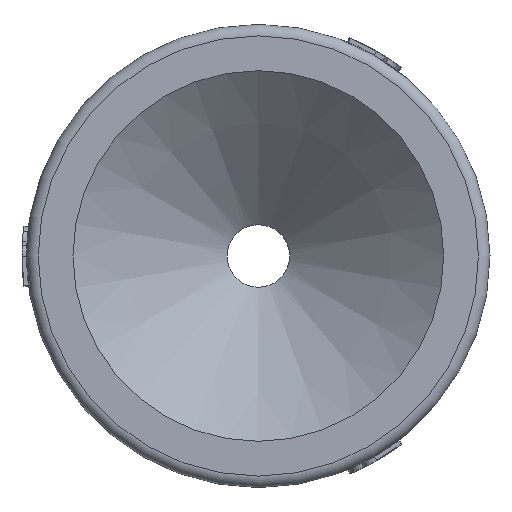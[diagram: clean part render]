
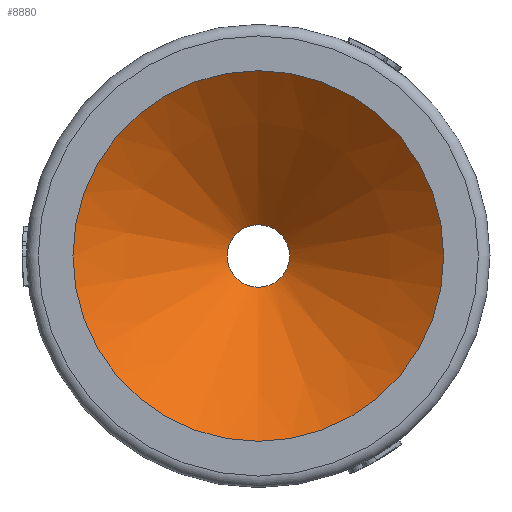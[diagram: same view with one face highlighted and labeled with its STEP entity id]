
A CAD part, left-side view. The second image highlights one B-rep face of the part: STEP entity #8880.
In plain terms, the highlighted conical face has half-angle 50.407 degrees and reference radius 4.675 mm.
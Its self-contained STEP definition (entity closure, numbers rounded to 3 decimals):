
#16=CONICAL_SURFACE('',#9094,4.675,0.88);
#1798=LINE('',#21164,#2353);
#2353=VECTOR('',#10050,4.675);
#2848=FACE_OUTER_BOUND('',#3348,.T.);
#3348=EDGE_LOOP('',(#8393,#8394,#8395,#8396));
#3401=CIRCLE('',#8949,8.);
#3408=CIRCLE('',#9095,1.35);
#3749=VERTEX_POINT('',#11746);
#4315=VERTEX_POINT('',#21163);
#4658=EDGE_CURVE('',#3749,#3749,#3401,.T.);
#5675=EDGE_CURVE('',#3749,#4315,#1798,.T.);
#5676=EDGE_CURVE('',#4315,#4315,#3408,.T.);
#8393=ORIENTED_EDGE('',*,*,#4658,.T.);
#8394=ORIENTED_EDGE('',*,*,#5675,.T.);
#8395=ORIENTED_EDGE('',*,*,#5676,.F.);
#8396=ORIENTED_EDGE('',*,*,#5675,.F.);
#8880=ADVANCED_FACE('',(#2848),#16,.F.);
#8949=AXIS2_PLACEMENT_3D('',#11747,#9242,#9243);
#9094=AXIS2_PLACEMENT_3D('',#21162,#10048,#10049);
#9095=AXIS2_PLACEMENT_3D('',#21165,#10051,#10052);
#9242=DIRECTION('center_axis',(-1.,0.,0.));
#9243=DIRECTION('ref_axis',(0.,0.,1.));
#10048=DIRECTION('center_axis',(-1.,0.,0.));
#10049=DIRECTION('ref_axis',(0.,0.,1.));
#10050=DIRECTION('',(0.637,0.,0.771));
#10051=DIRECTION('center_axis',(-1.,0.,0.));
#10052=DIRECTION('ref_axis',(0.,0.,1.));
#11746=CARTESIAN_POINT('',(-22.5,0.,-8.));
#11747=CARTESIAN_POINT('Origin',(-22.5,0.,0.));
#21162=CARTESIAN_POINT('Origin',(-19.75,0.,0.));
#21163=CARTESIAN_POINT('',(-17.,0.,-1.35));
#21164=CARTESIAN_POINT('',(-19.75,0.,-4.675));
#21165=CARTESIAN_POINT('Origin',(-17.,0.,0.));
